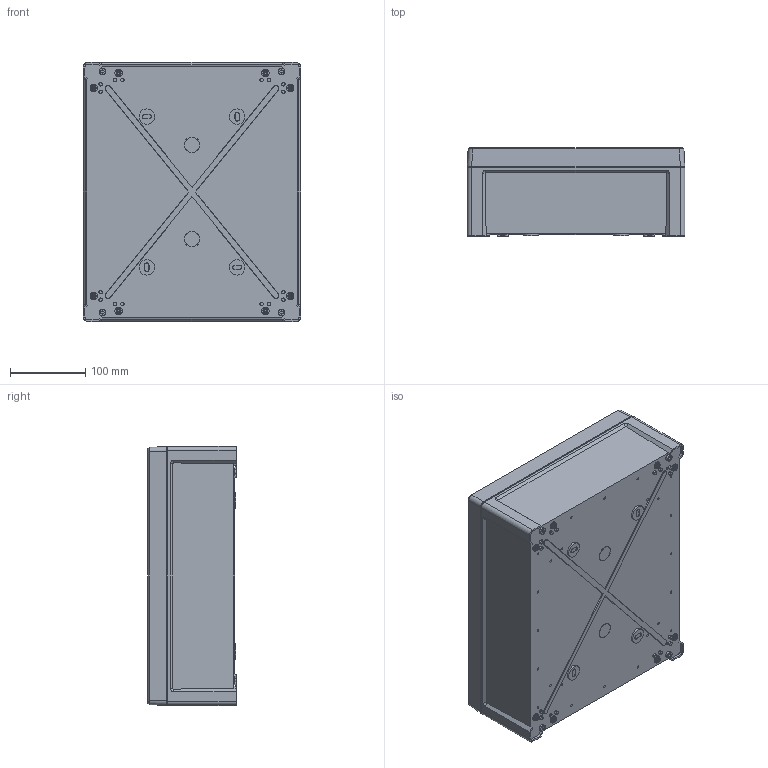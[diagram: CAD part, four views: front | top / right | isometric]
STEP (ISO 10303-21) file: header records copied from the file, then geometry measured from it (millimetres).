
FILE_DESCRIPTION (( 'STEP AP214' ), '1' );
FILE_NAME ('5814004_FIBOX_TEMPO_TA_342912.STEP', '2023-02-23T11:22:12', ( '' ), ( '' ), 'SwSTEP 2.0', 'SolidWorks 2021', '' );
FILE_SCHEMA (( 'AUTOMOTIVE_DESIGN' ));
Length unit declared in the file: millimetre
Products named in the file (4): 5814004_FIBOX_TEMPO_TA_342912; Tempo cover screw; FIBOX TEMPO 3429 Cover; FIBOX TEMPO 3429 Base
Assembly tree (6 placements, depth 2):
  5814004_FIBOX_TEMPO_TA_342912
    FIBOX TEMPO 3429 Base
    FIBOX TEMPO 3429 Cover
    Tempo cover screw  x4
Bounding box: 289 x 117.4 x 344 mm (x, y, z)
Volume: 1122905.5 mm3; surface area: 710266.9 mm2
Topology: 6 solids, 9 shells, 1491 faces, 3632 edges, 2378 vertices
Faces by surface type: plane 648, cone 570, cylinder 178, bspline 83, torus 12
Entity records: 36638 total; most frequent: CARTESIAN_POINT 7990, DIRECTION 5916, ORIENTED_EDGE 5554, EDGE_CURVE 2777, AXIS2_PLACEMENT_3D 2280, VERTEX_POINT 1826, EDGE_LOOP 1405, VECTOR 1356
